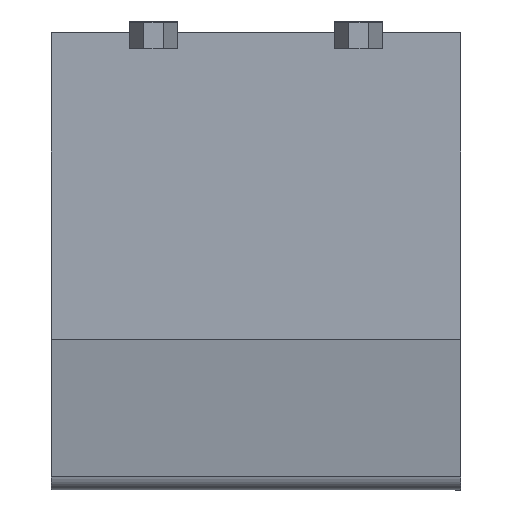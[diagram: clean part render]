
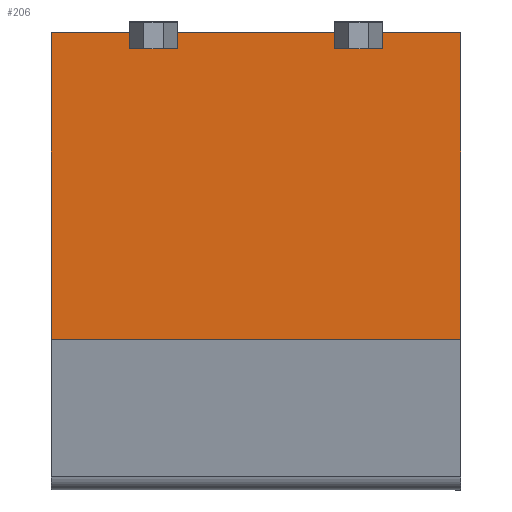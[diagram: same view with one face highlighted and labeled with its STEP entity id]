
A CAD part, front view. The second image highlights one B-rep face of the part: STEP entity #206.
In plain terms, the highlighted planar face has unit normal (0, -1, 0).
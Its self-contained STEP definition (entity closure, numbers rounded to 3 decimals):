
#206 = ADVANCED_FACE( '', ( #443 ), #444, .F. );
#443 = FACE_OUTER_BOUND( '', #698, .T. );
#444 = PLANE( '', #699 );
#698 = EDGE_LOOP( '', ( #1220, #1221, #1222, #1223, #1224, #1225, #1226, #1227, #1228, #1229, #1230, #1231 ) );
#699 = AXIS2_PLACEMENT_3D( '', #1232, #1233, #1234 );
#1220 = ORIENTED_EDGE( '', *, *, #1565, .F. );
#1221 = ORIENTED_EDGE( '', *, *, #1617, .T. );
#1222 = ORIENTED_EDGE( '', *, *, #1634, .F. );
#1223 = ORIENTED_EDGE( '', *, *, #1545, .F. );
#1224 = ORIENTED_EDGE( '', *, *, #1571, .F. );
#1225 = ORIENTED_EDGE( '', *, *, #1635, .F. );
#1226 = ORIENTED_EDGE( '', *, *, #1636, .T. );
#1227 = ORIENTED_EDGE( '', *, *, #1637, .T. );
#1228 = ORIENTED_EDGE( '', *, *, #1568, .F. );
#1229 = ORIENTED_EDGE( '', *, *, #1623, .T. );
#1230 = ORIENTED_EDGE( '', *, *, #1638, .F. );
#1231 = ORIENTED_EDGE( '', *, *, #1595, .F. );
#1232 = CARTESIAN_POINT( '', ( 141.302, 102.434, 0. ) );
#1233 = DIRECTION( '', ( 0., 1., 0. ) );
#1234 = DIRECTION( '', ( 1., 0., 0. ) );
#1545 = EDGE_CURVE( '', #1871, #1873, #1874, .T. );
#1565 = EDGE_CURVE( '', #1904, #1906, #1907, .T. );
#1568 = EDGE_CURVE( '', #1909, #1911, #1912, .T. );
#1571 = EDGE_CURVE( '', #1914, #1871, #1916, .T. );
#1595 = EDGE_CURVE( '', #1906, #1945, #1946, .T. );
#1617 = EDGE_CURVE( '', #1904, #1978, #1979, .T. );
#1623 = EDGE_CURVE( '', #1909, #1986, #1987, .T. );
#1634 = EDGE_CURVE( '', #1873, #1978, #2000, .T. );
#1635 = EDGE_CURVE( '', #2001, #1914, #2002, .T. );
#1636 = EDGE_CURVE( '', #2001, #2003, #2004, .T. );
#1637 = EDGE_CURVE( '', #2003, #1911, #2005, .T. );
#1638 = EDGE_CURVE( '', #1945, #1986, #2006, .T. );
#1871 = VERTEX_POINT( '', #2322 );
#1873 = VERTEX_POINT( '', #2325 );
#1874 = LINE( '', #2326, #2327 );
#1904 = VERTEX_POINT( '', #2368 );
#1906 = VERTEX_POINT( '', #2371 );
#1907 = LINE( '', #2372, #2373 );
#1909 = VERTEX_POINT( '', #2376 );
#1911 = VERTEX_POINT( '', #2379 );
#1912 = LINE( '', #2380, #2381 );
#1914 = VERTEX_POINT( '', #2384 );
#1916 = LINE( '', #2387, #2388 );
#1945 = VERTEX_POINT( '', #2427 );
#1946 = LINE( '', #2428, #2429 );
#1978 = VERTEX_POINT( '', #2471 );
#1979 = LINE( '', #2472, #2473 );
#1986 = VERTEX_POINT( '', #2482 );
#1987 = LINE( '', #2483, #2484 );
#2000 = LINE( '', #2500, #2501 );
#2001 = VERTEX_POINT( '', #2502 );
#2002 = LINE( '', #2503, #2504 );
#2003 = VERTEX_POINT( '', #2505 );
#2004 = LINE( '', #2506, #2507 );
#2005 = LINE( '', #2508, #2509 );
#2006 = LINE( '', #2510, #2511 );
#2322 = CARTESIAN_POINT( '', ( 167.102, 102.434, 0. ) );
#2325 = CARTESIAN_POINT( '', ( 167.102, 102.434, -0.3 ) );
#2326 = CARTESIAN_POINT( '', ( 167.102, 102.434, 0. ) );
#2327 = VECTOR( '', #2677, 1000. );
#2368 = CARTESIAN_POINT( '', ( 168.002, 102.434, 0. ) );
#2371 = CARTESIAN_POINT( '', ( 170.912, 102.434, 0. ) );
#2372 = CARTESIAN_POINT( '', ( 141.302, 102.434, 0. ) );
#2373 = VECTOR( '', #2699, 1000. );
#2376 = CARTESIAN_POINT( '', ( 171.812, 102.434, 0. ) );
#2379 = CARTESIAN_POINT( '', ( 173.267, 102.434, 0. ) );
#2380 = CARTESIAN_POINT( '', ( 141.302, 102.434, 0. ) );
#2381 = VECTOR( '', #2702, 1000. );
#2384 = CARTESIAN_POINT( '', ( 165.647, 102.434, 0. ) );
#2387 = CARTESIAN_POINT( '', ( 141.302, 102.434, 0. ) );
#2388 = VECTOR( '', #2705, 1000. );
#2427 = CARTESIAN_POINT( '', ( 170.912, 102.434, -0.3 ) );
#2428 = CARTESIAN_POINT( '', ( 170.912, 102.434, 0. ) );
#2429 = VECTOR( '', #2725, 1000. );
#2471 = CARTESIAN_POINT( '', ( 168.002, 102.434, -0.3 ) );
#2472 = CARTESIAN_POINT( '', ( 168.002, 102.434, 0. ) );
#2473 = VECTOR( '', #2748, 1000. );
#2482 = CARTESIAN_POINT( '', ( 171.812, 102.434, -0.3 ) );
#2483 = CARTESIAN_POINT( '', ( 171.812, 102.434, 0. ) );
#2484 = VECTOR( '', #2754, 1000. );
#2500 = CARTESIAN_POINT( '', ( 141.302, 102.434, -0.3 ) );
#2501 = VECTOR( '', #2764, 1000. );
#2502 = CARTESIAN_POINT( '', ( 165.647, 102.434, -5.7 ) );
#2503 = CARTESIAN_POINT( '', ( 165.647, 102.434, 0. ) );
#2504 = VECTOR( '', #2765, 1000. );
#2505 = CARTESIAN_POINT( '', ( 173.267, 102.434, -5.7 ) );
#2506 = CARTESIAN_POINT( '', ( 141.302, 102.434, -5.7 ) );
#2507 = VECTOR( '', #2766, 1000. );
#2508 = CARTESIAN_POINT( '', ( 173.267, 102.434, 0. ) );
#2509 = VECTOR( '', #2767, 1000. );
#2510 = CARTESIAN_POINT( '', ( 141.302, 102.434, -0.3 ) );
#2511 = VECTOR( '', #2768, 1000. );
#2677 = DIRECTION( '', ( 0., 0., -1. ) );
#2699 = DIRECTION( '', ( 1., 0., 0. ) );
#2702 = DIRECTION( '', ( 1., 0., 0. ) );
#2705 = DIRECTION( '', ( 1., 0., 0. ) );
#2725 = DIRECTION( '', ( 0., 0., -1. ) );
#2748 = DIRECTION( '', ( 0., 0., -1. ) );
#2754 = DIRECTION( '', ( 0., 0., -1. ) );
#2764 = DIRECTION( '', ( 1., 0., 0. ) );
#2765 = DIRECTION( '', ( 0., 0., 1. ) );
#2766 = DIRECTION( '', ( 1., 0., 0. ) );
#2767 = DIRECTION( '', ( 0., 0., 1. ) );
#2768 = DIRECTION( '', ( 1., 0., 0. ) );
